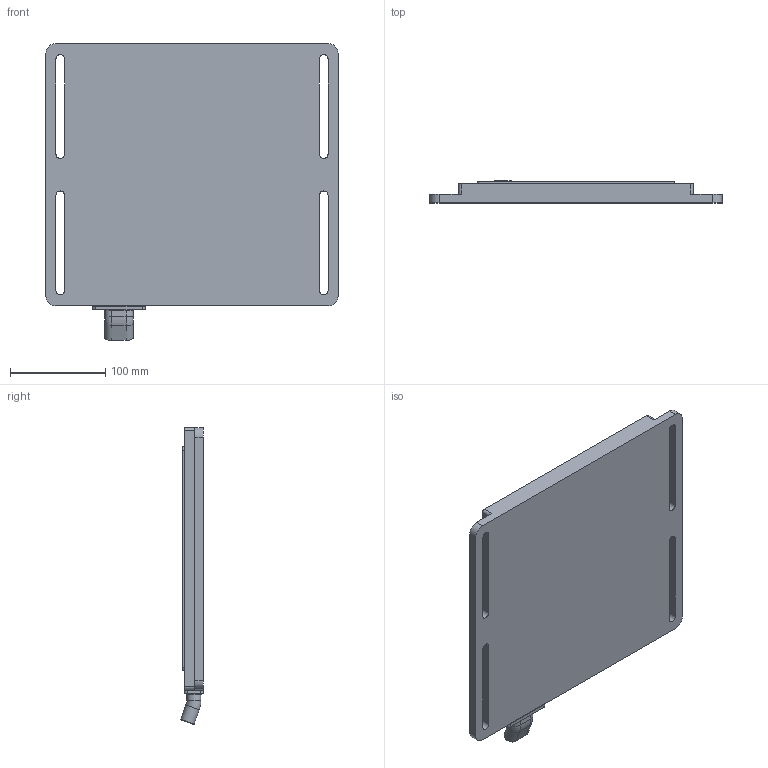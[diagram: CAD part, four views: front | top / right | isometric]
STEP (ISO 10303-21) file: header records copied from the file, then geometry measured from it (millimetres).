
FILE_DESCRIPTION(/* description */ (''),/* implementation_level */ '2;1');
FILE_NAME(/* name */ 'VacuumTable_2x5.step',/* time_stamp */ '2024-03-31T12:27:36+02:00',/* author */ (''),/* organization */ (''),/* preprocessor_version */ 'ST-DEVELOPER v20',/* originating_system */ 'Autodesk Translation Framework v12.20.1.177',/* authorisation */ '');
FILE_SCHEMA (('AUTOMOTIVE_DESIGN { 1 0 10303 214 3 1 1 }'));
Length unit declared in the file: millimetre
Products named in the file (7): VacuumTable_2x5_V0; Sides; Side; VacuumTable_top; VacuumTable_Base; Adapter; AdapterV0
Assembly tree (15 placements, depth 3):
  VacuumTable_2x5_V0
    Sides
      Side  x10
    VacuumTable_top
    VacuumTable_Base
      Adapter
    AdapterV0
Bounding box: 306.4 x 23.72 x 311.19 mm (x, y, z)
Volume: 1387818.7 mm3; surface area: 388651.4 mm2
Topology: 13 solids, 13 shells, 887 faces, 2311 edges, 1527 vertices
Faces by surface type: plane 556, cylinder 313, cone 12, torus 6
Full cylindrical faces by diameter (mm): 2.5 x2, 3.5 x2, 6.3 x20
Entity records: 19989 total; most frequent: DIRECTION 3458, CARTESIAN_POINT 3431, ORIENTED_EDGE 3326, EDGE_CURVE 1663, LINE 1198, VECTOR 1198, AXIS2_PLACEMENT_3D 1130, VERTEX_POINT 1095
